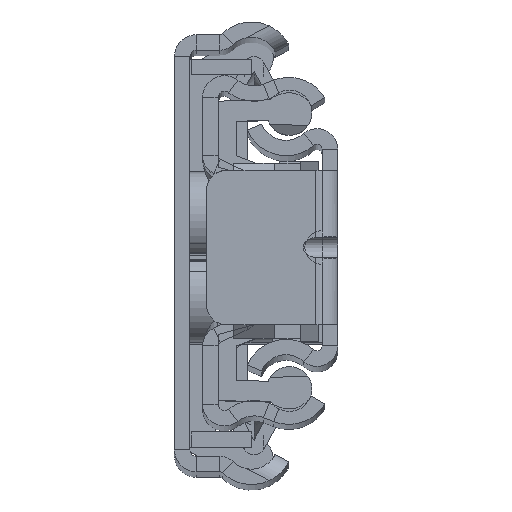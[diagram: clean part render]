
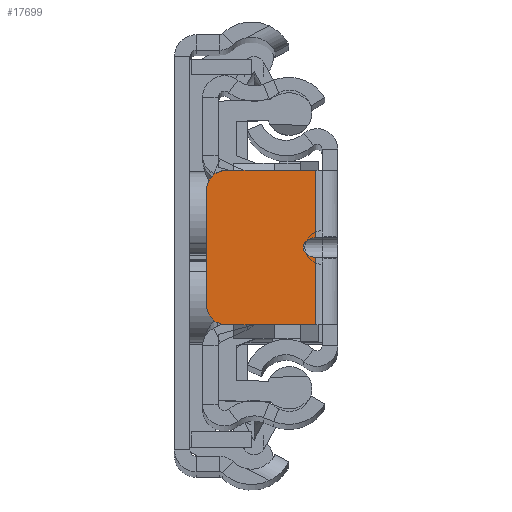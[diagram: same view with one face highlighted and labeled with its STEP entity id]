
A CAD part, top view. The second image highlights one B-rep face of the part: STEP entity #17699.
In plain terms, the highlighted planar face has unit normal (0, 0, 1).
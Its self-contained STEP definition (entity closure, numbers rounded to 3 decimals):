
#877 = CARTESIAN_POINT ( 'NONE',  ( -10.2, 0., 0. ) ) ;
#942 = PLANE ( 'NONE',  #20569 ) ;
#1261 = CARTESIAN_POINT ( 'NONE',  ( -10.2, -4.5, 0. ) ) ;
#1267 = CARTESIAN_POINT ( 'NONE',  ( -3.497, -0.64, 0. ) ) ;
#1659 = CARTESIAN_POINT ( 'NONE',  ( -1.7, 0.79, 0. ) ) ;
#2485 = LINE ( 'NONE', #10038, #6084 ) ;
#2566 = DIRECTION ( 'NONE',  ( -1., 0., 0. ) ) ;
#2590 = EDGE_LOOP ( 'NONE', ( #17970, #13578, #4853, #4572, #5368, #18655, #15952, #12729 ) ) ;
#2826 =( BOUNDED_CURVE ( )  B_SPLINE_CURVE ( 3, ( #8691, #1267, #12289, #4844 ),
 .UNSPECIFIED., .F., .F. ) 
 B_SPLINE_CURVE_WITH_KNOTS ( ( 4, 4 ),
 ( 4.83, 7.736 ),
 .UNSPECIFIED. ) 
 CURVE ( )  GEOMETRIC_REPRESENTATION_ITEM ( )  RATIONAL_B_SPLINE_CURVE ( ( 1., 0.412, 0.412, 1. ) ) 
 REPRESENTATION_ITEM ( '' )  );
#2949 = VERTEX_POINT ( 'NONE', #1659 ) ;
#3070 = DIRECTION ( 'NONE',  ( -1., 0., 0. ) ) ;
#3230 = VECTOR ( 'NONE', #18951, 1000. ) ;
#3679 = CARTESIAN_POINT ( 'NONE',  ( -1.7, -6., 0. ) ) ;
#4319 = EDGE_CURVE ( 'NONE', #5775, #2949, #2826, .T. ) ;
#4572 = ORIENTED_EDGE ( 'NONE', *, *, #20222, .T. ) ;
#4587 = DIRECTION ( 'NONE',  ( 1., 0., 0. ) ) ;
#4844 = CARTESIAN_POINT ( 'NONE',  ( -1.7, 0.79, 0. ) ) ;
#4853 = ORIENTED_EDGE ( 'NONE', *, *, #16853, .T. ) ;
#4899 = AXIS2_PLACEMENT_3D ( 'NONE', #19897, #17041, #21745 ) ;
#5037 = CARTESIAN_POINT ( 'NONE',  ( -1.7, 6., 0. ) ) ;
#5294 = CIRCLE ( 'NONE', #14798, 1.5 ) ;
#5368 = ORIENTED_EDGE ( 'NONE', *, *, #22502, .T. ) ;
#5569 = LINE ( 'NONE', #20650, #3230 ) ;
#5771 = DIRECTION ( 'NONE',  ( 0., -1., 0. ) ) ;
#5775 = VERTEX_POINT ( 'NONE', #6143 ) ;
#6084 = VECTOR ( 'NONE', #4587, 1000. ) ;
#6143 = CARTESIAN_POINT ( 'NONE',  ( -1.7, -0.79, 0. ) ) ;
#7243 = DIRECTION ( 'NONE',  ( -1., 0., 0. ) ) ;
#7286 = VECTOR ( 'NONE', #5771, 1000. ) ;
#8691 = CARTESIAN_POINT ( 'NONE',  ( -1.7, -0.79, 0. ) ) ;
#9367 = LINE ( 'NONE', #22957, #7286 ) ;
#9382 = EDGE_CURVE ( 'NONE', #23134, #2949, #5569, .T. ) ;
#10038 = CARTESIAN_POINT ( 'NONE',  ( 0., -6., 0. ) ) ;
#10444 = VECTOR ( 'NONE', #7243, 1000. ) ;
#11881 = VERTEX_POINT ( 'NONE', #15738 ) ;
#12205 = FACE_OUTER_BOUND ( 'NONE', #2590, .T. ) ;
#12289 = CARTESIAN_POINT ( 'NONE',  ( -3.497, 0.64, 0. ) ) ;
#12433 = VERTEX_POINT ( 'NONE', #3679 ) ;
#12729 = ORIENTED_EDGE ( 'NONE', *, *, #9382, .F. ) ;
#13578 = ORIENTED_EDGE ( 'NONE', *, *, #22893, .T. ) ;
#13831 = VECTOR ( 'NONE', #23514, 1000. ) ;
#14186 = EDGE_CURVE ( 'NONE', #5775, #12433, #9367, .T. ) ;
#14784 = VERTEX_POINT ( 'NONE', #1261 ) ;
#14798 = AXIS2_PLACEMENT_3D ( 'NONE', #21728, #17804, #3070 ) ;
#15197 = LINE ( 'NONE', #17051, #10444 ) ;
#15738 = CARTESIAN_POINT ( 'NONE',  ( -10.2, 4.5, 0. ) ) ;
#15952 = ORIENTED_EDGE ( 'NONE', *, *, #4319, .T. ) ;
#16114 = LINE ( 'NONE', #877, #13831 ) ;
#16853 = EDGE_CURVE ( 'NONE', #11881, #14784, #16114, .T. ) ;
#16953 = VERTEX_POINT ( 'NONE', #18822 ) ;
#17041 = DIRECTION ( 'NONE',  ( 0., 0., 1. ) ) ;
#17051 = CARTESIAN_POINT ( 'NONE',  ( 0., 6., 0. ) ) ;
#17699 = ADVANCED_FACE ( 'NONE', ( #12205 ), #942, .F. ) ;
#17804 = DIRECTION ( 'NONE',  ( 0., 0., 1. ) ) ;
#17970 = ORIENTED_EDGE ( 'NONE', *, *, #21478, .T. ) ;
#18655 = ORIENTED_EDGE ( 'NONE', *, *, #14186, .F. ) ;
#18757 = CIRCLE ( 'NONE', #4899, 1.5 ) ;
#18822 = CARTESIAN_POINT ( 'NONE',  ( -8.7, 6., 0. ) ) ;
#18951 = DIRECTION ( 'NONE',  ( 0., -1., 0. ) ) ;
#19504 = CARTESIAN_POINT ( 'NONE',  ( 0., 0., 0. ) ) ;
#19897 = CARTESIAN_POINT ( 'NONE',  ( -8.7, -4.5, 0. ) ) ;
#20222 = EDGE_CURVE ( 'NONE', #14784, #22671, #18757, .T. ) ;
#20569 = AXIS2_PLACEMENT_3D ( 'NONE', #19504, #21353, #2566 ) ;
#20650 = CARTESIAN_POINT ( 'NONE',  ( -1.7, -6., 0. ) ) ;
#21353 = DIRECTION ( 'NONE',  ( 0., 0., -1. ) ) ;
#21478 = EDGE_CURVE ( 'NONE', #23134, #16953, #15197, .T. ) ;
#21728 = CARTESIAN_POINT ( 'NONE',  ( -8.7, 4.5, 0. ) ) ;
#21745 = DIRECTION ( 'NONE',  ( -1., 0., 0. ) ) ;
#22245 = CARTESIAN_POINT ( 'NONE',  ( -8.7, -6., 0. ) ) ;
#22502 = EDGE_CURVE ( 'NONE', #22671, #12433, #2485, .T. ) ;
#22671 = VERTEX_POINT ( 'NONE', #22245 ) ;
#22893 = EDGE_CURVE ( 'NONE', #16953, #11881, #5294, .T. ) ;
#22957 = CARTESIAN_POINT ( 'NONE',  ( -1.7, -6., 0. ) ) ;
#23134 = VERTEX_POINT ( 'NONE', #5037 ) ;
#23514 = DIRECTION ( 'NONE',  ( 0., -1., 0. ) ) ;
